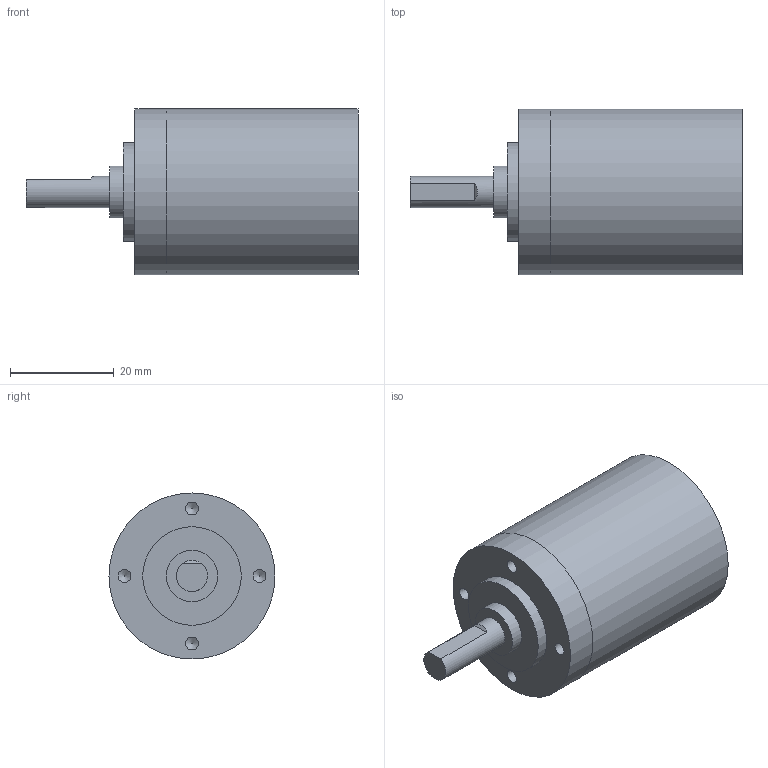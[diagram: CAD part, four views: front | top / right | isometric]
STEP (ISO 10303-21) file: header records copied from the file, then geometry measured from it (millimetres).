
FILE_DESCRIPTION(('Bauteilbeschreibung','HiCAD-Model','HiCAD-STEP-TRANSLATION','Bauteilbeschreibung'),'2;1');
FILE_NAME('GP32A_3-STUFIG.STP','2004-12-09T07:29:24+00:00',('Konstrukteur'),('Konstrukteur Firma GmbH'),'HiCAD2 V1102 STEP 20.9.2001','HiCAD2 V1102','confidential');
FILE_SCHEMA(('AUTOMOTIVE_DESIGN { 1 2 10303 214 0 1 1 1 }'));
Length unit declared in the file: millimetre
Products named in the file (2): GP32A; GP32A0
Assembly tree (1 placements, depth 2):
  GP32A
    GP32A0
Bounding box: 64 x 32 x 32 mm (x, y, z)
Volume: 35421.4 mm3; surface area: 6882.4 mm2
Topology: 1 solids, 2 shells, 36 faces, 70 edges, 48 vertices
Faces by surface type: plane 16, cylinder 15, cone 4, torus 1
Full cylindrical faces by diameter (mm): 2.2 x4, 2.48 x4, 6 x2, 10 x2, 19 x1, 32 x2
Entity records: 1257 total; most frequent: DIRECTION 148, CARTESIAN_POINT 112, ORIENTED_EDGE 76, COLOUR_RGB 75, PRESENTATION_STYLE_ASSIGNMENT 75, OVER_RIDING_STYLED_ITEM 74, AXIS2_PLACEMENT_3D 72, EDGE_LOOP 68
